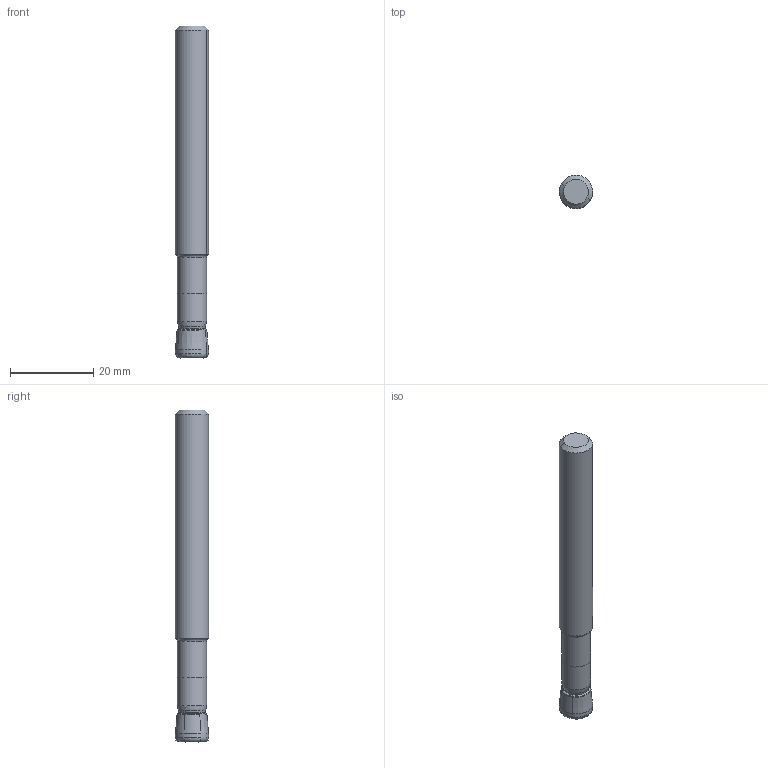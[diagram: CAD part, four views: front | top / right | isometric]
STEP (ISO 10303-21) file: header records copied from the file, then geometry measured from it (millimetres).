
FILE_DESCRIPTION(('CATIA V5 STEP Exchange'),'2;1');
FILE_NAME('Bm57867-FT_CEB00 TE08.008 Z02 80_Kollisionsmodell.stp','2019-08-28T11:23:23+00:00',('none'),('none'),'CATIA Version 5-6 Release 2016 SP5 HF39','CATIA V5 STEP AP203','none');
FILE_SCHEMA(('CONFIG_CONTROL_DESIGN'));
Length unit declared in the file: millimetre
Products named in the file (1): Part4
Bounding box: 8 x 8 x 80 mm (x, y, z)
Volume: 3759 mm3; surface area: 2089.9 mm2
Topology: 1 solids, 2 shells, 41 faces, 97 edges, 59 vertices
Faces by surface type: revolution 12, cone 10, cylinder 9, torus 6, sphere 2, plane 2
Entity records: 1247 total; most frequent: CARTESIAN_POINT 394, ORIENTED_EDGE 160, DIRECTION 121, EDGE_CURVE 88, AXIS2_PLACEMENT_3D 69, CIRCLE 53, VERTEX_POINT 51, EDGE_LOOP 42
